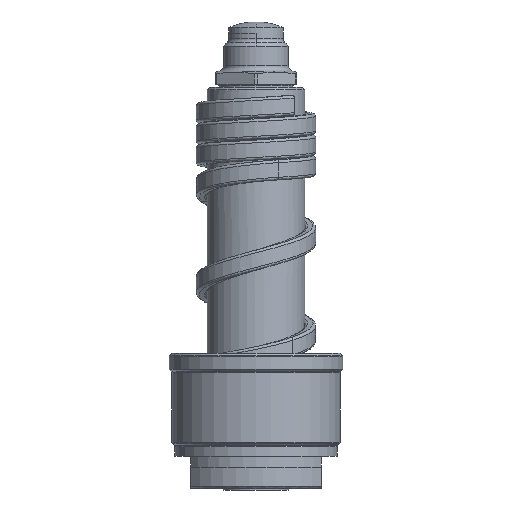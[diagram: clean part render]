
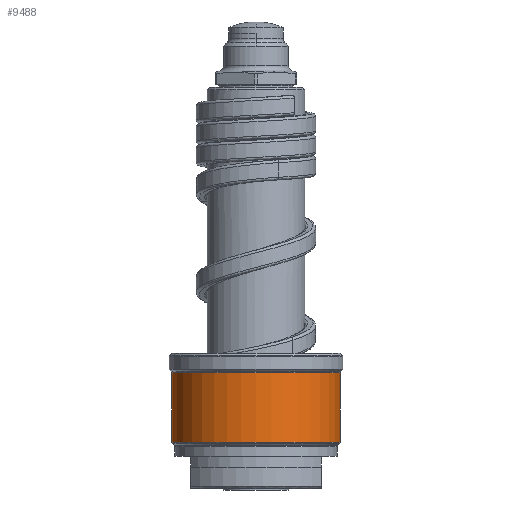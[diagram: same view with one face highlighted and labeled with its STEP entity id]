
A CAD part, front view. The second image highlights one B-rep face of the part: STEP entity #9488.
In plain terms, the highlighted cylindrical face has radius 15.5 mm (diameter 31 mm), a partial arc.
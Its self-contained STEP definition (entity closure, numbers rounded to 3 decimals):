
#2234=CARTESIAN_POINT('',(0.,0.,8.583));
#2235=DIRECTION('',(0.,0.,1.));
#2236=DIRECTION('',(-1.,0.,0.));
#2237=AXIS2_PLACEMENT_3D('',#2234,#2235,#2236);
#2239=DIRECTION('',(0.,0.,-1.));
#2240=VECTOR('',#2239,12.835);
#2241=CARTESIAN_POINT('',(-15.5,0.,21.417));
#2242=LINE('',#2241,#2240);
#2243=CARTESIAN_POINT('',(0.,0.,21.417));
#2244=DIRECTION('',(0.,0.,1.));
#2245=DIRECTION('',(-1.,0.,0.));
#2246=AXIS2_PLACEMENT_3D('',#2243,#2244,#2245);
#2248=DIRECTION('',(0.,0.,-1.));
#2249=VECTOR('',#2248,12.835);
#2250=CARTESIAN_POINT('',(15.5,0.,21.417));
#2251=LINE('',#2250,#2249);
#6194=CARTESIAN_POINT('',(15.5,0.,21.417));
#6195=CARTESIAN_POINT('',(-15.5,0.,21.417));
#6196=VERTEX_POINT('',#6194);
#6197=VERTEX_POINT('',#6195);
#6220=CARTESIAN_POINT('',(15.5,0.,8.583));
#6221=VERTEX_POINT('',#6220);
#6222=CARTESIAN_POINT('',(-15.5,0.,8.583));
#6223=VERTEX_POINT('',#6222);
#9476=CARTESIAN_POINT('',(0.,0.,7.15));
#9477=DIRECTION('',(0.,0.,1.));
#9478=DIRECTION('',(-1.,0.,0.));
#9479=AXIS2_PLACEMENT_3D('',#9476,#9477,#9478);
#9480=CYLINDRICAL_SURFACE('',#9479,15.5);
#9481=ORIENTED_EDGE('',*,*,#9448,.F.);
#9482=ORIENTED_EDGE('',*,*,#9466,.F.);
#9484=ORIENTED_EDGE('',*,*,#9483,.T.);
#9485=ORIENTED_EDGE('',*,*,#9462,.T.);
#9486=EDGE_LOOP('',(#9481,#9482,#9484,#9485));
#9487=FACE_OUTER_BOUND('',#9486,.F.);
#2238=CIRCLE('',#2237,15.5);
#2247=CIRCLE('',#2246,15.5);
#9448=EDGE_CURVE('',#6223,#6221,#2238,.T.);
#9462=EDGE_CURVE('',#6196,#6221,#2251,.T.);
#9466=EDGE_CURVE('',#6197,#6223,#2242,.T.);
#9483=EDGE_CURVE('',#6197,#6196,#2247,.T.);
#9488=ADVANCED_FACE('',(#9487),#9480,.T.);
